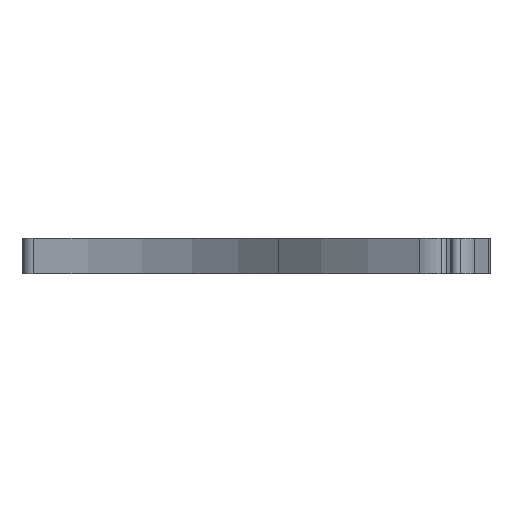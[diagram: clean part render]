
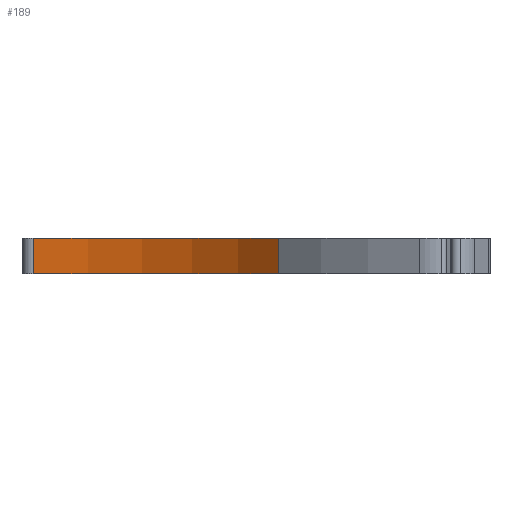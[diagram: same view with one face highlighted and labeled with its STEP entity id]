
A CAD part, left-side view. The second image highlights one B-rep face of the part: STEP entity #189.
In plain terms, the highlighted cylindrical face has radius 29.711 mm (diameter 59.422 mm), a partial arc.
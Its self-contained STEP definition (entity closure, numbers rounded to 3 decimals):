
#11 = AXIS2_PLACEMENT_3D ( 'NONE', #975, #852, #1349 ) ;
#102 = AXIS2_PLACEMENT_3D ( 'NONE', #265, #1213, #352 ) ;
#142 = ORIENTED_EDGE ( 'NONE', *, *, #332, .F. ) ;
#153 = CARTESIAN_POINT ( 'NONE',  ( -33.125, -23.893, 0. ) ) ;
#186 = DIRECTION ( 'NONE',  ( 0., 0., -1. ) ) ;
#189 = ADVANCED_FACE ( 'NONE', ( #851 ), #1477, .F. ) ;
#215 = CIRCLE ( 'NONE', #11, 29.711 ) ;
#265 = CARTESIAN_POINT ( 'NONE',  ( -53.211, -2., 3. ) ) ;
#271 = CARTESIAN_POINT ( 'NONE',  ( -23.516, -2.967, 3. ) ) ;
#304 = VERTEX_POINT ( 'NONE', #1026 ) ;
#332 = EDGE_CURVE ( 'NONE', #1323, #1101, #750, .T. ) ;
#343 = CARTESIAN_POINT ( 'NONE',  ( -33.125, -23.893, 3. ) ) ;
#352 = DIRECTION ( 'NONE',  ( 1., 0., 0. ) ) ;
#357 = VERTEX_POINT ( 'NONE', #1500 ) ;
#363 = CARTESIAN_POINT ( 'NONE',  ( -53.211, -2., 3. ) ) ;
#501 = DIRECTION ( 'NONE',  ( 0., 0., -1. ) ) ;
#696 = VECTOR ( 'NONE', #1245, 1000. ) ;
#750 = LINE ( 'NONE', #1105, #1200 ) ;
#833 = AXIS2_PLACEMENT_3D ( 'NONE', #363, #501, #1099 ) ;
#851 = FACE_OUTER_BOUND ( 'NONE', #1185, .T. ) ;
#852 = DIRECTION ( 'NONE',  ( 0., 0., -1. ) ) ;
#952 = EDGE_CURVE ( 'NONE', #304, #1323, #1151, .T. ) ;
#975 = CARTESIAN_POINT ( 'NONE',  ( -53.211, -2., 0. ) ) ;
#1002 = LINE ( 'NONE', #271, #696 ) ;
#1026 = CARTESIAN_POINT ( 'NONE',  ( -23.516, -2.967, 3. ) ) ;
#1099 = DIRECTION ( 'NONE',  ( -1., 0., 0. ) ) ;
#1101 = VERTEX_POINT ( 'NONE', #153 ) ;
#1105 = CARTESIAN_POINT ( 'NONE',  ( -33.125, -23.893, 3. ) ) ;
#1137 = EDGE_CURVE ( 'NONE', #304, #357, #1002, .T. ) ;
#1138 = ORIENTED_EDGE ( 'NONE', *, *, #1487, .T. ) ;
#1151 = CIRCLE ( 'NONE', #102, 29.711 ) ;
#1161 = ORIENTED_EDGE ( 'NONE', *, *, #952, .F. ) ;
#1185 = EDGE_LOOP ( 'NONE', ( #1138, #142, #1161, #1229 ) ) ;
#1200 = VECTOR ( 'NONE', #186, 1000. ) ;
#1213 = DIRECTION ( 'NONE',  ( 0., 0., -1. ) ) ;
#1229 = ORIENTED_EDGE ( 'NONE', *, *, #1137, .T. ) ;
#1245 = DIRECTION ( 'NONE',  ( 0., 0., -1. ) ) ;
#1323 = VERTEX_POINT ( 'NONE', #343 ) ;
#1349 = DIRECTION ( 'NONE',  ( 1., 0., 0. ) ) ;
#1477 = CYLINDRICAL_SURFACE ( 'NONE', #833, 29.711 ) ;
#1487 = EDGE_CURVE ( 'NONE', #357, #1101, #215, .T. ) ;
#1500 = CARTESIAN_POINT ( 'NONE',  ( -23.516, -2.967, 0. ) ) ;
